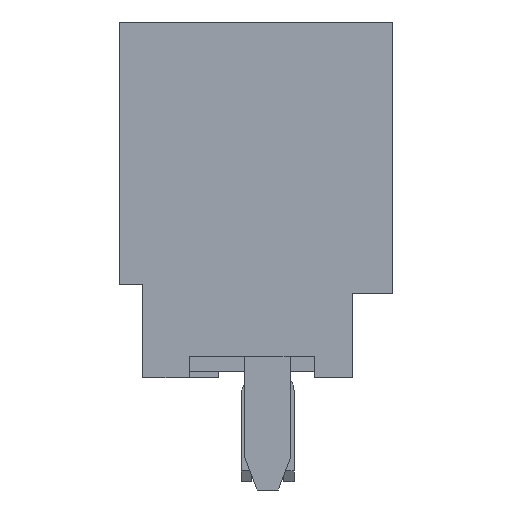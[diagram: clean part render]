
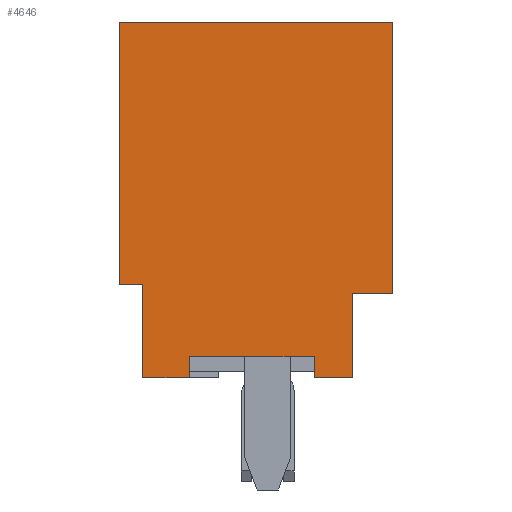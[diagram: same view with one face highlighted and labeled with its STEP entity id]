
A CAD part, left-side view. The second image highlights one B-rep face of the part: STEP entity #4646.
In plain terms, the highlighted planar face has unit normal (-1, 0, 0).
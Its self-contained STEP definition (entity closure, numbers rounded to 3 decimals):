
#1=DIRECTION('',(0.,1.,0.));
#2=VECTOR('',#1,2.95);
#3=CARTESIAN_POINT('',(-8.45,-1.375,-3.7));
#4=LINE('',#3,#2);
#5=DIRECTION('',(0.,0.,1.));
#6=VECTOR('',#5,0.5);
#7=CARTESIAN_POINT('',(-8.45,1.575,-4.2));
#8=LINE('',#7,#6);
#9=DIRECTION('',(0.,1.,0.));
#10=VECTOR('',#9,1.1);
#11=CARTESIAN_POINT('',(-8.45,1.575,-4.2));
#12=LINE('',#11,#10);
#13=DIRECTION('',(0.,0.,1.));
#14=VECTOR('',#13,2.2);
#15=CARTESIAN_POINT('',(-8.45,2.675,-4.2));
#16=LINE('',#15,#14);
#17=DIRECTION('',(0.,-1.,0.));
#18=VECTOR('',#17,0.55);
#19=CARTESIAN_POINT('',(-8.45,3.225,-2.));
#20=LINE('',#19,#18);
#21=DIRECTION('',(0.,0.,1.));
#22=VECTOR('',#21,6.2);
#23=CARTESIAN_POINT('',(-8.45,3.225,-2.));
#24=LINE('',#23,#22);
#25=DIRECTION('',(0.,-1.,0.));
#26=VECTOR('',#25,6.45);
#27=CARTESIAN_POINT('',(-8.45,3.225,4.2));
#28=LINE('',#27,#26);
#29=DIRECTION('',(0.,0.,-1.));
#30=VECTOR('',#29,6.4);
#31=CARTESIAN_POINT('',(-8.45,-3.225,4.2));
#32=LINE('',#31,#30);
#33=DIRECTION('',(0.,1.,0.));
#34=VECTOR('',#33,0.95);
#35=CARTESIAN_POINT('',(-8.45,-3.225,-2.2));
#36=LINE('',#35,#34);
#37=DIRECTION('',(0.,0.,1.));
#38=VECTOR('',#37,2.);
#39=CARTESIAN_POINT('',(-8.45,-2.275,-4.2));
#40=LINE('',#39,#38);
#41=DIRECTION('',(0.,1.,0.));
#42=VECTOR('',#41,0.9);
#43=CARTESIAN_POINT('',(-8.45,-2.275,-4.2));
#44=LINE('',#43,#42);
#45=DIRECTION('',(0.,0.,1.));
#46=VECTOR('',#45,0.5);
#47=CARTESIAN_POINT('',(-8.45,-1.375,-4.2));
#48=LINE('',#47,#46);
#3495=CARTESIAN_POINT('',(-8.45,3.225,4.2));
#3496=CARTESIAN_POINT('',(-8.45,-3.225,4.2));
#3497=VERTEX_POINT('',#3495);
#3498=VERTEX_POINT('',#3496);
#3503=CARTESIAN_POINT('',(-8.45,3.225,-2.));
#3504=CARTESIAN_POINT('',(-8.45,2.675,-2.));
#3505=VERTEX_POINT('',#3503);
#3506=VERTEX_POINT('',#3504);
#3507=CARTESIAN_POINT('',(-8.45,2.675,-4.2));
#3508=VERTEX_POINT('',#3507);
#3509=CARTESIAN_POINT('',(-8.45,-2.275,-4.2));
#3510=CARTESIAN_POINT('',(-8.45,-2.275,-2.2));
#3511=VERTEX_POINT('',#3509);
#3512=VERTEX_POINT('',#3510);
#3513=CARTESIAN_POINT('',(-8.45,-3.225,-2.2));
#3514=VERTEX_POINT('',#3513);
#3703=CARTESIAN_POINT('',(-8.45,-1.375,-3.7));
#3704=CARTESIAN_POINT('',(-8.45,1.575,-3.7));
#3705=VERTEX_POINT('',#3703);
#3706=VERTEX_POINT('',#3704);
#3707=CARTESIAN_POINT('',(-8.45,-1.375,-4.2));
#3708=VERTEX_POINT('',#3707);
#3709=CARTESIAN_POINT('',(-8.45,1.575,-4.2));
#3710=VERTEX_POINT('',#3709);
#4615=CARTESIAN_POINT('',(-8.45,0.,0.));
#4616=DIRECTION('',(1.,0.,0.));
#4617=DIRECTION('',(0.,-1.,0.));
#4618=AXIS2_PLACEMENT_3D('',#4615,#4616,#4617);
#4619=PLANE('',#4618);
#4621=ORIENTED_EDGE('',*,*,#4620,.T.);
#4623=ORIENTED_EDGE('',*,*,#4622,.F.);
#4625=ORIENTED_EDGE('',*,*,#4624,.T.);
#4627=ORIENTED_EDGE('',*,*,#4626,.T.);
#4629=ORIENTED_EDGE('',*,*,#4628,.F.);
#4631=ORIENTED_EDGE('',*,*,#4630,.T.);
#4633=ORIENTED_EDGE('',*,*,#4632,.T.);
#4635=ORIENTED_EDGE('',*,*,#4634,.T.);
#4637=ORIENTED_EDGE('',*,*,#4636,.T.);
#4639=ORIENTED_EDGE('',*,*,#4638,.F.);
#4641=ORIENTED_EDGE('',*,*,#4640,.T.);
#4643=ORIENTED_EDGE('',*,*,#4642,.T.);
#4644=EDGE_LOOP('',(#4621,#4623,#4625,#4627,#4629,#4631,#4633,#4635,#4637,#4639,
#4641,#4643));
#4645=FACE_OUTER_BOUND('',#4644,.F.);
#4646=ADVANCED_FACE('',(#4645),#4619,.F.);
#4620=EDGE_CURVE('',#3705,#3706,#4,.T.);
#4622=EDGE_CURVE('',#3710,#3706,#8,.T.);
#4624=EDGE_CURVE('',#3710,#3508,#12,.T.);
#4626=EDGE_CURVE('',#3508,#3506,#16,.T.);
#4628=EDGE_CURVE('',#3505,#3506,#20,.T.);
#4630=EDGE_CURVE('',#3505,#3497,#24,.T.);
#4632=EDGE_CURVE('',#3497,#3498,#28,.T.);
#4634=EDGE_CURVE('',#3498,#3514,#32,.T.);
#4636=EDGE_CURVE('',#3514,#3512,#36,.T.);
#4638=EDGE_CURVE('',#3511,#3512,#40,.T.);
#4640=EDGE_CURVE('',#3511,#3708,#44,.T.);
#4642=EDGE_CURVE('',#3708,#3705,#48,.T.);
